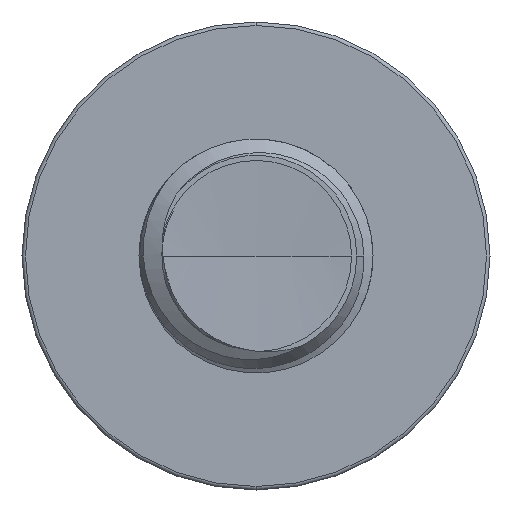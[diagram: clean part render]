
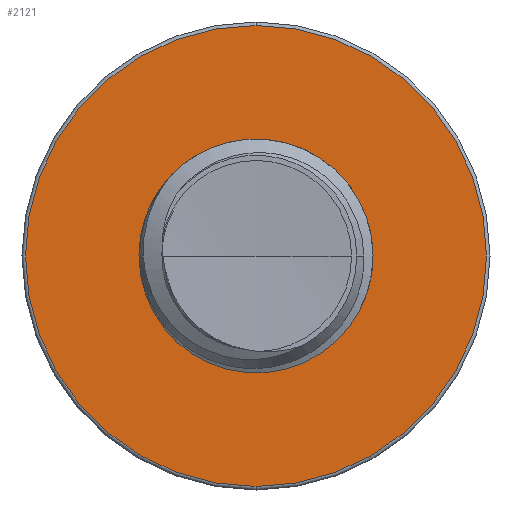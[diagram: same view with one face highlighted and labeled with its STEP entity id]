
A CAD part, front view. The second image highlights one B-rep face of the part: STEP entity #2121.
In plain terms, the highlighted planar face has unit normal (0, -1, 0).
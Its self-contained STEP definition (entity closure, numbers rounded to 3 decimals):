
#184 = DIRECTION ( 'NONE',  ( 0., -1., 0. ) ) ;
#269 = CARTESIAN_POINT ( 'NONE',  ( 0., 2.5, 0. ) ) ;
#1109 = CIRCLE ( 'NONE', #6073, 2.462 ) ;
#1289 = ORIENTED_EDGE ( 'NONE', *, *, #3609, .F. ) ;
#1469 = DIRECTION ( 'NONE',  ( 0., 0., -1. ) ) ;
#2016 = AXIS2_PLACEMENT_3D ( 'NONE', #2548, #10722, #3842 ) ;
#2121 = ADVANCED_FACE ( 'NONE', ( #10044, #6997 ), #5857, .T. ) ;
#2270 = CARTESIAN_POINT ( 'NONE',  ( 0., 2.5, 1.203 ) ) ;
#2541 = VERTEX_POINT ( 'NONE', #14260 ) ;
#2548 = CARTESIAN_POINT ( 'NONE',  ( 0., 2.5, 0. ) ) ;
#2655 = VERTEX_POINT ( 'NONE', #11419 ) ;
#3588 = AXIS2_PLACEMENT_3D ( 'NONE', #7361, #184, #8536 ) ;
#3609 = EDGE_CURVE ( 'NONE', #2541, #14633, #9850, .T. ) ;
#3842 = DIRECTION ( 'NONE',  ( 0., 0., -1. ) ) ;
#3989 = ORIENTED_EDGE ( 'NONE', *, *, #12020, .T. ) ;
#4815 = DIRECTION ( 'NONE',  ( 0., -1., 0. ) ) ;
#5162 = CARTESIAN_POINT ( 'NONE',  ( 0., 2.5, 0. ) ) ;
#5857 = PLANE ( 'NONE',  #6799 ) ;
#6073 = AXIS2_PLACEMENT_3D ( 'NONE', #5162, #13084, #6267 ) ;
#6267 = DIRECTION ( 'NONE',  ( 0., 0., -1. ) ) ;
#6799 = AXIS2_PLACEMENT_3D ( 'NONE', #2270, #4815, #12756 ) ;
#6860 = AXIS2_PLACEMENT_3D ( 'NONE', #269, #8605, #1469 ) ;
#6997 = FACE_BOUND ( 'NONE', #8991, .T. ) ;
#7103 = CIRCLE ( 'NONE', #6860, 1.203 ) ;
#7361 = CARTESIAN_POINT ( 'NONE',  ( 0., 2.5, 0. ) ) ;
#7362 = CARTESIAN_POINT ( 'NONE',  ( 0., 2.5, -2.462 ) ) ;
#7837 = CIRCLE ( 'NONE', #2016, 2.462 ) ;
#8536 = DIRECTION ( 'NONE',  ( 0., 0., -1. ) ) ;
#8605 = DIRECTION ( 'NONE',  ( 0., -1., 0. ) ) ;
#8991 = EDGE_LOOP ( 'NONE', ( #14066, #1289 ) ) ;
#9356 = EDGE_LOOP ( 'NONE', ( #11190, #3989 ) ) ;
#9645 = VERTEX_POINT ( 'NONE', #7362 ) ;
#9850 = CIRCLE ( 'NONE', #3588, 1.203 ) ;
#10044 = FACE_OUTER_BOUND ( 'NONE', #9356, .T. ) ;
#10722 = DIRECTION ( 'NONE',  ( 0., -1., 0. ) ) ;
#11190 = ORIENTED_EDGE ( 'NONE', *, *, #12183, .T. ) ;
#11419 = CARTESIAN_POINT ( 'NONE',  ( 0., 2.5, 2.462 ) ) ;
#12020 = EDGE_CURVE ( 'NONE', #2655, #9645, #7837, .T. ) ;
#12183 = EDGE_CURVE ( 'NONE', #9645, #2655, #1109, .T. ) ;
#12205 = EDGE_CURVE ( 'NONE', #14633, #2541, #7103, .T. ) ;
#12756 = DIRECTION ( 'NONE',  ( 0., 0., -1. ) ) ;
#13054 = CARTESIAN_POINT ( 'NONE',  ( 0., 2.5, -1.203 ) ) ;
#13084 = DIRECTION ( 'NONE',  ( 0., -1., 0. ) ) ;
#14066 = ORIENTED_EDGE ( 'NONE', *, *, #12205, .F. ) ;
#14260 = CARTESIAN_POINT ( 'NONE',  ( 0., 2.5, 1.203 ) ) ;
#14633 = VERTEX_POINT ( 'NONE', #13054 ) ;
